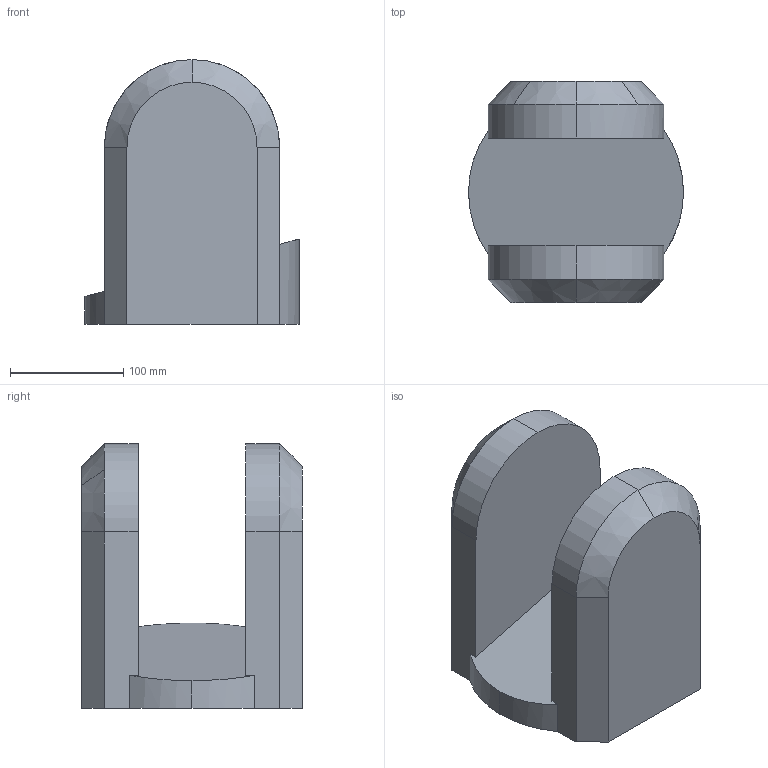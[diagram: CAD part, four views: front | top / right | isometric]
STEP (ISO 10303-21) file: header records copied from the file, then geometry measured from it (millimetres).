
FILE_DESCRIPTION(('STEP AP214'),'1');
FILE_NAME('L1.stp','2018-11-09T00:12:01',(' '),(' '),'Spatial InterOp 3D',' ',' ');
FILE_SCHEMA(('automotive_design'));
Length unit declared in the file: metre
Products named in the file (2): 1; 2
Bounding box: 190 x 195 x 234 mm (x, y, z)
Volume: 4022020.6 mm3; surface area: 221577.6 mm2
Topology: 1 solids, 1 shells, 28 faces, 78 edges, 58 vertices
Faces by surface type: plane 14, cylinder 8, cone 6
Entity records: 1222 total; most frequent: DIRECTION 161, CARTESIAN_POINT 157, ORIENTED_EDGE 144, EDGE_CURVE 72, AXIS2_PLACEMENT_3D 54, LINE 53, VECTOR 53, VERTEX_POINT 46
